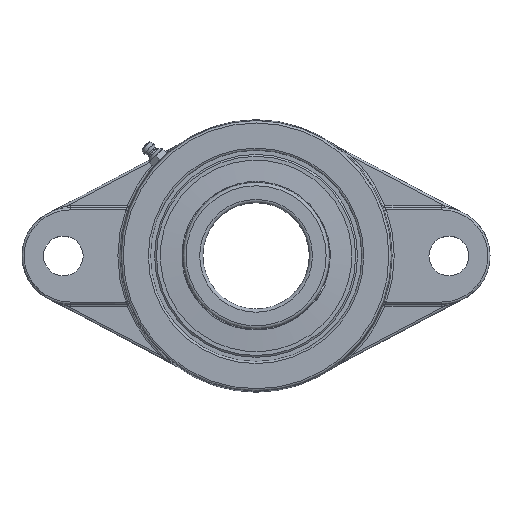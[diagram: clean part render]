
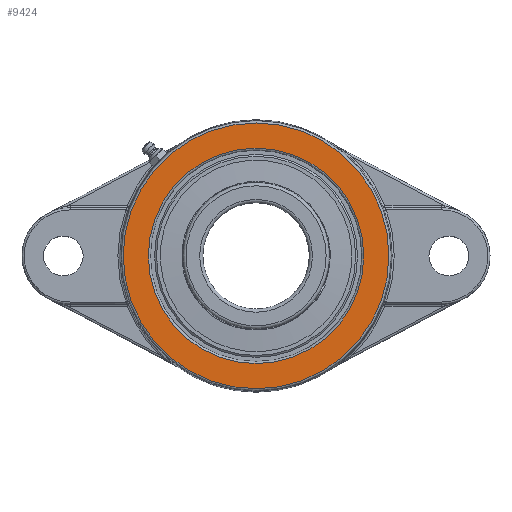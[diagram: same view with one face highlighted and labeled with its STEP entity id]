
A CAD part, top view. The second image highlights one B-rep face of the part: STEP entity #9424.
In plain terms, the highlighted planar face has unit normal (0, 0, 1).
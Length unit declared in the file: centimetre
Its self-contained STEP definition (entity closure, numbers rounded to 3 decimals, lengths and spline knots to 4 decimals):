
#9367=CARTESIAN_POINT('',(0.,6.341,4.3));
#9368=VERTEX_POINT('',#9367);
#9395=CARTESIAN_POINT('',(0.,0.,4.3));
#9396=DIRECTION('',(-0.,0.,-1.));
#9397=DIRECTION('',(-0.,-1.,0.));
#9398=AXIS2_PLACEMENT_3D('',#9395,#9396,#9397);
#9399=CIRCLE('',#9398,6.341);
#9400=EDGE_CURVE('',#9368,#9368,#9399,.T.);
#9405=CARTESIAN_POINT('',(-0.,0.,4.3));
#9406=DIRECTION('',(0.,0.,1.));
#9407=DIRECTION('',(1.,0.,0.));
#9408=AXIS2_PLACEMENT_3D('',#9405,#9406,#9407);
#9409=PLANE('',#9408);
#9410=CARTESIAN_POINT('',(0.,-5.1412,4.3));
#9411=VERTEX_POINT('',#9410);
#9412=CARTESIAN_POINT('',(0.,0.,4.3));
#9413=DIRECTION('',(0.,-0.,1.));
#9414=DIRECTION('',(0.,1.,0.));
#9415=AXIS2_PLACEMENT_3D('',#9412,#9413,#9414);
#9416=CIRCLE('',#9415,5.1412);
#9417=EDGE_CURVE('',#9411,#9411,#9416,.T.);
#9418=ORIENTED_EDGE('',*,*,#9417,.F.);
#9419=EDGE_LOOP('',(#9418));
#9420=FACE_BOUND('',#9419,.T.);
#9421=ORIENTED_EDGE('',*,*,#9400,.F.);
#9422=EDGE_LOOP('',(#9421));
#9423=FACE_BOUND('',#9422,.T.);
#9424=ADVANCED_FACE('',(#9420,#9423),#9409,.T.);
